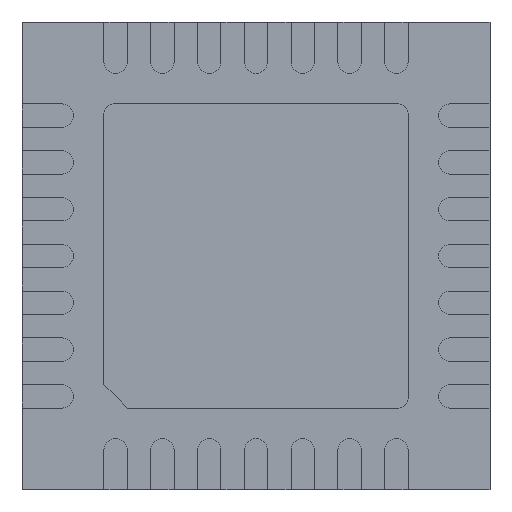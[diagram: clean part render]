
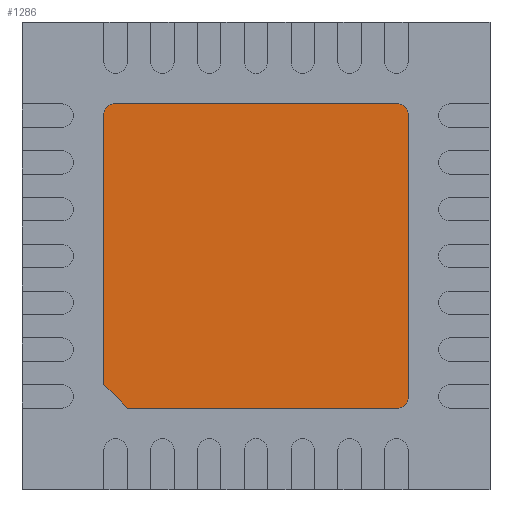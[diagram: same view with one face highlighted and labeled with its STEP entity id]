
A CAD part, front view. The second image highlights one B-rep face of the part: STEP entity #1286.
In plain terms, the highlighted planar face has unit normal (0, -1, 0).
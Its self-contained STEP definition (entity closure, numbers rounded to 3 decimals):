
#156 = CARTESIAN_POINT ( 'NONE',  ( 1.625, 0., -1.525 ) ) ;
#393 = VECTOR ( 'NONE', #8983, 1000. ) ;
#412 = CARTESIAN_POINT ( 'NONE',  ( -1.625, 0., 1.525 ) ) ;
#464 = EDGE_CURVE ( 'NONE', #6377, #1478, #1778, .T. ) ;
#714 = FACE_OUTER_BOUND ( 'NONE', #2358, .T. ) ;
#797 = CARTESIAN_POINT ( 'NONE',  ( 1.525, 0., -1.625 ) ) ;
#894 = DIRECTION ( 'NONE',  ( 0.707, 0., -0.707 ) ) ;
#957 = CIRCLE ( 'NONE', #2381, 0.1 ) ;
#1067 = DIRECTION ( 'NONE',  ( 0., -1., 0. ) ) ;
#1286 = ADVANCED_FACE ( 'NONE', ( #714 ), #3747, .T. ) ;
#1298 = CARTESIAN_POINT ( 'NONE',  ( 1.625, 0., -1.625 ) ) ;
#1301 = DIRECTION ( 'NONE',  ( 0., -1., 0. ) ) ;
#1478 = VERTEX_POINT ( 'NONE', #412 ) ;
#1491 = ORIENTED_EDGE ( 'NONE', *, *, #9091, .T. ) ;
#1503 = CIRCLE ( 'NONE', #5150, 0.1 ) ;
#1658 = DIRECTION ( 'NONE',  ( 0., 0., -1. ) ) ;
#1778 = CIRCLE ( 'NONE', #3047, 0.1 ) ;
#1782 = EDGE_CURVE ( 'NONE', #3927, #6377, #4638, .T. ) ;
#1823 = ORIENTED_EDGE ( 'NONE', *, *, #5924, .T. ) ;
#1835 = VERTEX_POINT ( 'NONE', #156 ) ;
#2000 = DIRECTION ( 'NONE',  ( 0., 0., -1. ) ) ;
#2030 = DIRECTION ( 'NONE',  ( 0., 0., -1. ) ) ;
#2083 = CARTESIAN_POINT ( 'NONE',  ( -1.625, 0., -1.625 ) ) ;
#2137 = CARTESIAN_POINT ( 'NONE',  ( 1.525, 0., -1.525 ) ) ;
#2189 = DIRECTION ( 'NONE',  ( 0., -1., 0. ) ) ;
#2358 = EDGE_LOOP ( 'NONE', ( #1823, #8589, #9307, #6823, #3440, #1491, #3952, #7418 ) ) ;
#2381 = AXIS2_PLACEMENT_3D ( 'NONE', #6683, #1301, #2000 ) ;
#2482 = EDGE_CURVE ( 'NONE', #7816, #9736, #5010, .T. ) ;
#2947 = AXIS2_PLACEMENT_3D ( 'NONE', #4346, #6795, #9751 ) ;
#3024 = VECTOR ( 'NONE', #894, 1000. ) ;
#3047 = AXIS2_PLACEMENT_3D ( 'NONE', #3399, #1067, #1658 ) ;
#3192 = DIRECTION ( 'NONE',  ( -1., 0., 0. ) ) ;
#3211 = VERTEX_POINT ( 'NONE', #7280 ) ;
#3344 = LINE ( 'NONE', #7026, #3024 ) ;
#3399 = CARTESIAN_POINT ( 'NONE',  ( -1.525, 0., 1.525 ) ) ;
#3440 = ORIENTED_EDGE ( 'NONE', *, *, #5591, .T. ) ;
#3473 = VECTOR ( 'NONE', #3192, 1000. ) ;
#3510 = CARTESIAN_POINT ( 'NONE',  ( -1.525, 0., 1.625 ) ) ;
#3747 = PLANE ( 'NONE',  #2947 ) ;
#3927 = VERTEX_POINT ( 'NONE', #5259 ) ;
#3952 = ORIENTED_EDGE ( 'NONE', *, *, #1782, .T. ) ;
#3991 = CARTESIAN_POINT ( 'NONE',  ( -1.375, 0., -1.625 ) ) ;
#4315 = CARTESIAN_POINT ( 'NONE',  ( 1.625, 0., -1.625 ) ) ;
#4346 = CARTESIAN_POINT ( 'NONE',  ( 0., 0., 0. ) ) ;
#4638 = LINE ( 'NONE', #5332, #3473 ) ;
#5010 = LINE ( 'NONE', #4315, #7794 ) ;
#5150 = AXIS2_PLACEMENT_3D ( 'NONE', #2137, #2189, #9688 ) ;
#5259 = CARTESIAN_POINT ( 'NONE',  ( 1.525, 0., 1.625 ) ) ;
#5332 = CARTESIAN_POINT ( 'NONE',  ( 1.625, 0., 1.625 ) ) ;
#5591 = EDGE_CURVE ( 'NONE', #1835, #3211, #8142, .T. ) ;
#5592 = EDGE_CURVE ( 'NONE', #9736, #1835, #1503, .T. ) ;
#5924 = EDGE_CURVE ( 'NONE', #1478, #7479, #6612, .T. ) ;
#6377 = VERTEX_POINT ( 'NONE', #3510 ) ;
#6612 = LINE ( 'NONE', #2083, #9004 ) ;
#6683 = CARTESIAN_POINT ( 'NONE',  ( 1.525, 0., 1.525 ) ) ;
#6795 = DIRECTION ( 'NONE',  ( 0., -1., 0. ) ) ;
#6823 = ORIENTED_EDGE ( 'NONE', *, *, #5592, .T. ) ;
#7026 = CARTESIAN_POINT ( 'NONE',  ( -1.5, 0., -1.5 ) ) ;
#7280 = CARTESIAN_POINT ( 'NONE',  ( 1.625, 0., 1.525 ) ) ;
#7413 = DIRECTION ( 'NONE',  ( 1., 0., 0. ) ) ;
#7418 = ORIENTED_EDGE ( 'NONE', *, *, #464, .T. ) ;
#7479 = VERTEX_POINT ( 'NONE', #9761 ) ;
#7794 = VECTOR ( 'NONE', #7413, 1000. ) ;
#7816 = VERTEX_POINT ( 'NONE', #3991 ) ;
#8142 = LINE ( 'NONE', #1298, #393 ) ;
#8589 = ORIENTED_EDGE ( 'NONE', *, *, #9365, .T. ) ;
#8983 = DIRECTION ( 'NONE',  ( 0., 0., 1. ) ) ;
#9004 = VECTOR ( 'NONE', #2030, 1000. ) ;
#9091 = EDGE_CURVE ( 'NONE', #3211, #3927, #957, .T. ) ;
#9307 = ORIENTED_EDGE ( 'NONE', *, *, #2482, .T. ) ;
#9365 = EDGE_CURVE ( 'NONE', #7479, #7816, #3344, .T. ) ;
#9688 = DIRECTION ( 'NONE',  ( 0., 0., -1. ) ) ;
#9736 = VERTEX_POINT ( 'NONE', #797 ) ;
#9751 = DIRECTION ( 'NONE',  ( 0., 0., -1. ) ) ;
#9761 = CARTESIAN_POINT ( 'NONE',  ( -1.625, 0., -1.375 ) ) ;
